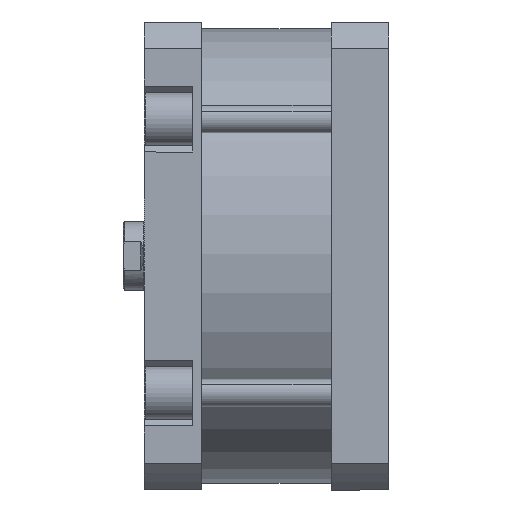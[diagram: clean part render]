
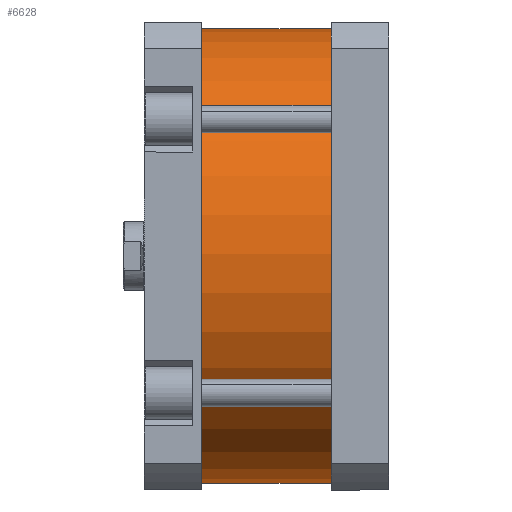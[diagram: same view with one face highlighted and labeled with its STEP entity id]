
A CAD part, front view. The second image highlights one B-rep face of the part: STEP entity #6628.
In plain terms, the highlighted cylindrical face has radius 131 mm (diameter 262 mm), a partial arc.
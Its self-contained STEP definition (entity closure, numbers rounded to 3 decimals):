
#210 = EDGE_LOOP ( 'NONE', ( #311, #312, #315, #314 ) ) ;
#311 = ORIENTED_EDGE ( 'NONE', *, *, #7157, .F. ) ;
#312 = ORIENTED_EDGE ( 'NONE', *, *, #7156, .T. ) ;
#314 = ORIENTED_EDGE ( 'NONE', *, *, #7158, .F. ) ;
#315 = ORIENTED_EDGE ( 'NONE', *, *, #7155, .T. ) ;
#1320 = VERTEX_POINT ( 'NONE', #1514 ) ;
#1398 = VERTEX_POINT ( 'NONE', #2137 ) ;
#1443 = CARTESIAN_POINT ( 'NONE',  ( -131., 0., 75. ) ) ;
#1472 = VERTEX_POINT ( 'NONE', #1792 ) ;
#1473 = VERTEX_POINT ( 'NONE', #1443 ) ;
#1514 = CARTESIAN_POINT ( 'NONE',  ( 131., 0., 0. ) ) ;
#1792 = CARTESIAN_POINT ( 'NONE',  ( 131., 0., 75. ) ) ;
#2137 = CARTESIAN_POINT ( 'NONE',  ( -131., 0., 0. ) ) ;
#2931 = VECTOR ( 'NONE', #5324, 1000. ) ;
#2932 = VECTOR ( 'NONE', #5320, 1000. ) ;
#2936 = LINE ( 'NONE', #5313, #2932 ) ;
#2937 = CIRCLE ( 'NONE', #7716, 131. ) ;
#2938 = LINE ( 'NONE', #5310, #2931 ) ;
#2939 = CIRCLE ( 'NONE', #7720, 131. ) ;
#3569 = CARTESIAN_POINT ( 'NONE',  ( 0., 0., 75. ) ) ;
#3580 = DIRECTION ( 'NONE',  ( -1., 0., 0. ) ) ;
#3583 = DIRECTION ( 'NONE',  ( 0., 0., -1. ) ) ;
#5310 = CARTESIAN_POINT ( 'NONE',  ( -131., 0., 75. ) ) ;
#5313 = CARTESIAN_POINT ( 'NONE',  ( 131., 0., 75. ) ) ;
#5316 = CARTESIAN_POINT ( 'NONE',  ( 0., 0., 0. ) ) ;
#5317 = DIRECTION ( 'NONE',  ( 0., 0., 1. ) ) ;
#5318 = DIRECTION ( 'NONE',  ( 1., 0., 0. ) ) ;
#5319 = CARTESIAN_POINT ( 'NONE',  ( 0., 0., 75. ) ) ;
#5320 = DIRECTION ( 'NONE',  ( 0., 0., -1. ) ) ;
#5321 = DIRECTION ( 'NONE',  ( 0., 0., 1. ) ) ;
#5322 = DIRECTION ( 'NONE',  ( 1., 0., 0. ) ) ;
#5324 = DIRECTION ( 'NONE',  ( 0., 0., -1. ) ) ;
#5641 = FACE_OUTER_BOUND ( 'NONE', #210, .T. ) ;
#5658 = CYLINDRICAL_SURFACE ( 'NONE', #7303, 131. ) ;
#6628 = ADVANCED_FACE ( 'NONE', ( #5641 ), #5658, .T. ) ;
#7155 = EDGE_CURVE ( 'NONE', #1320, #1398, #2937, .T. ) ;
#7156 = EDGE_CURVE ( 'NONE', #1472, #1320, #2936, .T. ) ;
#7157 = EDGE_CURVE ( 'NONE', #1472, #1473, #2939, .T. ) ;
#7158 = EDGE_CURVE ( 'NONE', #1473, #1398, #2938, .T. ) ;
#7303 = AXIS2_PLACEMENT_3D ( 'NONE', #3569, #3583, #3580 ) ;
#7716 = AXIS2_PLACEMENT_3D ( 'NONE', #5316, #5317, #5318 ) ;
#7720 = AXIS2_PLACEMENT_3D ( 'NONE', #5319, #5321, #5322 ) ;
